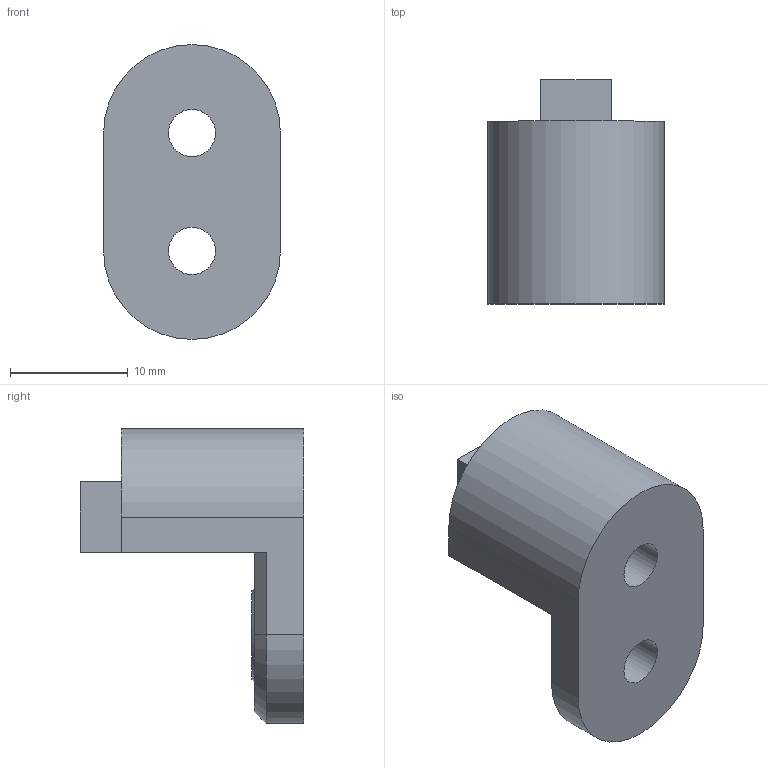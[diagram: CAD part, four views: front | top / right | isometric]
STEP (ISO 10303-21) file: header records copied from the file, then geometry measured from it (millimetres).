
FILE_DESCRIPTION(/* description */ (''),/* implementation_level */ '2;1');
FILE_NAME(/* name */ '15mm idler bottom.step',/* time_stamp */ '2022-10-31T20:58:46-05:00',/* author */ (''),/* organization */ (''),/* preprocessor_version */ 'ST-DEVELOPER v19',/* originating_system */ 'Autodesk Translation Framework v11.7.0.108',/* authorisation */ '');
FILE_SCHEMA (('AUTOMOTIVE_DESIGN { 1 0 10303 214 3 1 1 }'));
Length unit declared in the file: millimetre
Products named in the file (1): 15mm idler bottom
Bounding box: 15 x 19 x 25 mm (x, y, z)
Volume: 2704 mm3; surface area: 1748.2 mm2
Topology: 1 solids, 1 shells, 19 faces, 46 edges, 30 vertices
Faces by surface type: plane 13, cylinder 4, cone 2
Full cylindrical faces by diameter (mm): 4 x2
Entity records: 603 total; most frequent: DIRECTION 97, CARTESIAN_POINT 96, ORIENTED_EDGE 92, EDGE_CURVE 46, LINE 35, VECTOR 35, AXIS2_PLACEMENT_3D 31, VERTEX_POINT 30
